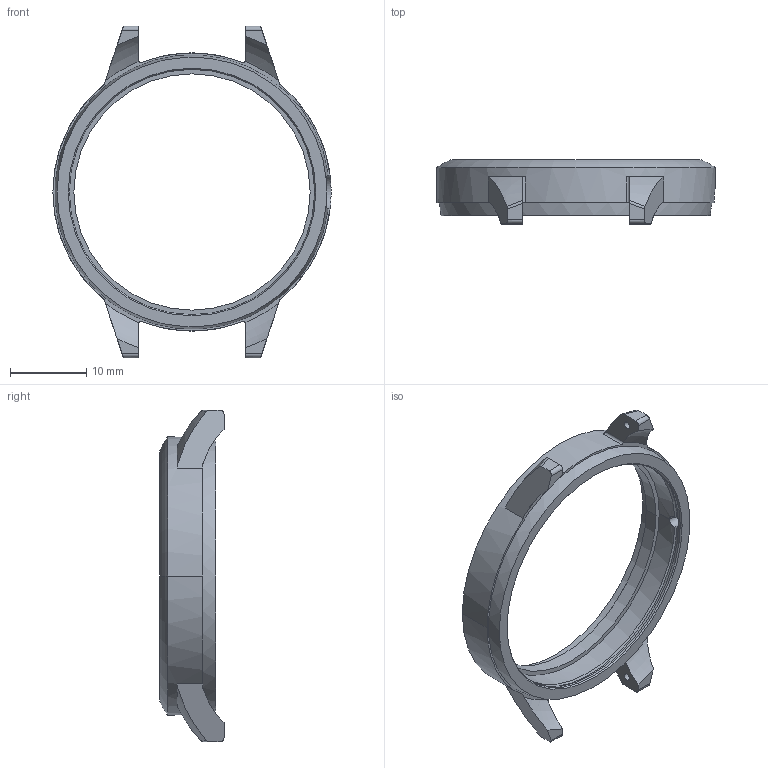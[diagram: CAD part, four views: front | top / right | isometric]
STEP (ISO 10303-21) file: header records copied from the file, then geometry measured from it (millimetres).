
FILE_DESCRIPTION((''),'2;1');
FILE_NAME('2617XXC02','2025-05-30T14:04:10',('e1774126'),(''),'CREO PARAMETRIC BY PTC INC, 2023424','CREO PARAMETRIC BY PTC INC, 2023424','');
FILE_SCHEMA(('CONFIG_CONTROL_DESIGN'));
Length unit declared in the file: millimetre
Products named in the file (1): 2617XXC02
Bounding box: 36.5 x 8.4 x 43.5 mm (x, y, z)
Volume: 1820.3 mm3; surface area: 2454.1 mm2
Topology: 1 solids, 1 shells, 86 faces, 230 edges, 144 vertices
Faces by surface type: cylinder 31, plane 27, cone 14, bspline 8, torus 6
Entity records: 3101 total; most frequent: CARTESIAN_POINT 1040, ORIENTED_EDGE 444, DIRECTION 391, EDGE_CURVE 222, AXIS2_PLACEMENT_3D 155, VERTEX_POINT 144, EDGE_LOOP 96, FACE_OUTER_BOUND 86
